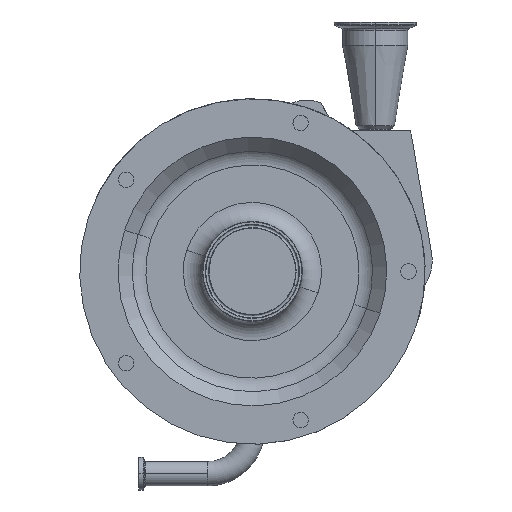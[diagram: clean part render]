
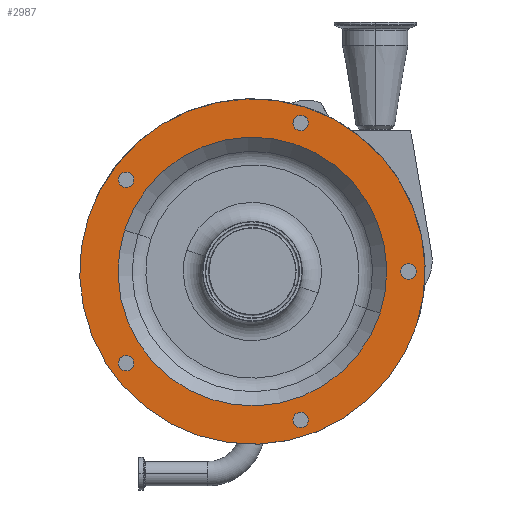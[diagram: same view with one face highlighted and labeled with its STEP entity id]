
A CAD part, top view. The second image highlights one B-rep face of the part: STEP entity #2987.
In plain terms, the highlighted planar face has unit normal (0, 0, 1).
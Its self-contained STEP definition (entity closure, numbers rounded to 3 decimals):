
#230 = CARTESIAN_POINT ( 'NONE',  ( 37.7, 116.029, 241. ) ) ;
#329 = ORIENTED_EDGE ( 'NONE', *, *, #16998, .F. ) ;
#465 = CIRCLE ( 'NONE', #5544, 135. ) ;
#502 = FACE_BOUND ( 'NONE', #16547, .T. ) ;
#644 = ORIENTED_EDGE ( 'NONE', *, *, #3587, .F. ) ;
#656 = DIRECTION ( 'NONE',  ( 0.951, -0.309, 0. ) ) ;
#674 = CARTESIAN_POINT ( 'NONE',  ( -98.7, 71.71, 241. ) ) ;
#817 = VERTEX_POINT ( 'NONE', #18512 ) ;
#917 = AXIS2_PLACEMENT_3D ( 'NONE', #11535, #14043, #16969 ) ;
#1589 = DIRECTION ( 'NONE',  ( -0.951, -0.309, 0. ) ) ;
#1797 = DIRECTION ( 'NONE',  ( 0., 0., -1. ) ) ;
#1854 = CARTESIAN_POINT ( 'NONE',  ( 37.7, -116.029, 241. ) ) ;
#1931 = AXIS2_PLACEMENT_3D ( 'NONE', #230, #4059, #15497 ) ;
#1934 = ORIENTED_EDGE ( 'NONE', *, *, #7175, .F. ) ;
#1965 = CARTESIAN_POINT ( 'NONE',  ( 0., 0., 241. ) ) ;
#1982 = AXIS2_PLACEMENT_3D ( 'NONE', #6599, #12291, #10888 ) ;
#1991 = EDGE_LOOP ( 'NONE', ( #6624, #3122 ) ) ;
#2129 = EDGE_CURVE ( 'NONE', #13012, #15284, #17800, .T. ) ;
#2214 = CARTESIAN_POINT ( 'NONE',  ( -102.227, 66.856, 241. ) ) ;
#2232 = EDGE_CURVE ( 'NONE', #13178, #9657, #4049, .T. ) ;
#2306 = AXIS2_PLACEMENT_3D ( 'NONE', #18267, #2787, #8250 ) ;
#2377 = EDGE_LOOP ( 'NONE', ( #13446, #15434 ) ) ;
#2416 = ORIENTED_EDGE ( 'NONE', *, *, #7112, .F. ) ;
#2787 = DIRECTION ( 'NONE',  ( 0., 0., 1. ) ) ;
#2987 = ADVANCED_FACE ( 'NONE', ( #11645, #13310, #17719, #9116, #17437, #502, #8936 ), #9021, .F. ) ;
#3006 = CARTESIAN_POINT ( 'NONE',  ( -99.861, 32.447, 241. ) ) ;
#3122 = ORIENTED_EDGE ( 'NONE', *, *, #15741, .F. ) ;
#3132 = AXIS2_PLACEMENT_3D ( 'NONE', #14629, #1797, #6120 ) ;
#3182 = CARTESIAN_POINT ( 'NONE',  ( 37.7, -116.029, 241. ) ) ;
#3492 = DIRECTION ( 'NONE',  ( 0., 0., 1. ) ) ;
#3587 = EDGE_CURVE ( 'NONE', #6355, #9302, #9455, .T. ) ;
#3622 = DIRECTION ( 'NONE',  ( 0., 0., 1. ) ) ;
#3723 = EDGE_LOOP ( 'NONE', ( #13730, #7542 ) ) ;
#4049 = CIRCLE ( 'NONE', #6466, 6. ) ;
#4059 = DIRECTION ( 'NONE',  ( 0., 0., 1. ) ) ;
#4209 = DIRECTION ( 'NONE',  ( 0.951, -0.309, 0. ) ) ;
#4399 = EDGE_CURVE ( 'NONE', #817, #8404, #16336, .T. ) ;
#5292 = EDGE_CURVE ( 'NONE', #12571, #14481, #9788, .T. ) ;
#5371 = CARTESIAN_POINT ( 'NONE',  ( -102.227, -66.856, 241. ) ) ;
#5544 = AXIS2_PLACEMENT_3D ( 'NONE', #8351, #18359, #4209 ) ;
#5827 = AXIS2_PLACEMENT_3D ( 'NONE', #8390, #13799, #18414 ) ;
#5857 = AXIS2_PLACEMENT_3D ( 'NONE', #674, #17433, #17538 ) ;
#6120 = DIRECTION ( 'NONE',  ( 0., -1., 0. ) ) ;
#6198 = VERTEX_POINT ( 'NONE', #7483 ) ;
#6355 = VERTEX_POINT ( 'NONE', #8403 ) ;
#6466 = AXIS2_PLACEMENT_3D ( 'NONE', #1854, #14405, #1589 ) ;
#6599 = CARTESIAN_POINT ( 'NONE',  ( -98.7, -71.71, 241. ) ) ;
#6624 = ORIENTED_EDGE ( 'NONE', *, *, #2129, .F. ) ;
#6653 = DIRECTION ( 'NONE',  ( 0.588, 0.809, 0. ) ) ;
#6786 = CIRCLE ( 'NONE', #1982, 6. ) ;
#7112 = EDGE_CURVE ( 'NONE', #14481, #12571, #15054, .T. ) ;
#7134 = DIRECTION ( 'NONE',  ( -0.588, 0.809, 0. ) ) ;
#7175 = EDGE_CURVE ( 'NONE', #9657, #13178, #9067, .T. ) ;
#7361 = AXIS2_PLACEMENT_3D ( 'NONE', #10614, #3492, #13314 ) ;
#7483 = CARTESIAN_POINT ( 'NONE',  ( 31.994, 117.883, 241. ) ) ;
#7542 = ORIENTED_EDGE ( 'NONE', *, *, #10973, .F. ) ;
#8165 = AXIS2_PLACEMENT_3D ( 'NONE', #3182, #11896, #17608 ) ;
#8250 = DIRECTION ( 'NONE',  ( 0.951, -0.309, 0. ) ) ;
#8351 = CARTESIAN_POINT ( 'NONE',  ( 0., 0., 241. ) ) ;
#8390 = CARTESIAN_POINT ( 'NONE',  ( 122., 0., 241. ) ) ;
#8403 = CARTESIAN_POINT ( 'NONE',  ( -95.173, 76.564, 241. ) ) ;
#8404 = VERTEX_POINT ( 'NONE', #13771 ) ;
#8564 = EDGE_LOOP ( 'NONE', ( #13400, #2416 ) ) ;
#8936 = FACE_BOUND ( 'NONE', #8564, .T. ) ;
#9021 = PLANE ( 'NONE',  #3132 ) ;
#9067 = CIRCLE ( 'NONE', #8165, 6. ) ;
#9116 = FACE_BOUND ( 'NONE', #1991, .T. ) ;
#9302 = VERTEX_POINT ( 'NONE', #2214 ) ;
#9455 = CIRCLE ( 'NONE', #11527, 6. ) ;
#9657 = VERTEX_POINT ( 'NONE', #14388 ) ;
#9788 = CIRCLE ( 'NONE', #2306, 105. ) ;
#10029 = CIRCLE ( 'NONE', #1931, 6. ) ;
#10185 = CARTESIAN_POINT ( 'NONE',  ( 122., -6., 241. ) ) ;
#10614 = CARTESIAN_POINT ( 'NONE',  ( 0., 0., 241. ) ) ;
#10656 = CARTESIAN_POINT ( 'NONE',  ( 43.406, 114.175, 241. ) ) ;
#10863 = AXIS2_PLACEMENT_3D ( 'NONE', #1965, #17698, #656 ) ;
#10888 = DIRECTION ( 'NONE',  ( -0.588, 0.809, 0. ) ) ;
#10973 = EDGE_CURVE ( 'NONE', #12053, #17696, #15568, .T. ) ;
#11527 = AXIS2_PLACEMENT_3D ( 'NONE', #13384, #15269, #6653 ) ;
#11535 = CARTESIAN_POINT ( 'NONE',  ( 122., 0., 241. ) ) ;
#11645 = FACE_OUTER_BOUND ( 'NONE', #2377, .T. ) ;
#11690 = CARTESIAN_POINT ( 'NONE',  ( 99.861, -32.447, 241. ) ) ;
#11768 = CARTESIAN_POINT ( 'NONE',  ( -95.173, -76.564, 241. ) ) ;
#11896 = DIRECTION ( 'NONE',  ( 0., 0., 1. ) ) ;
#12053 = VERTEX_POINT ( 'NONE', #18479 ) ;
#12291 = DIRECTION ( 'NONE',  ( 0., 0., 1. ) ) ;
#12523 = EDGE_LOOP ( 'NONE', ( #1934, #15800 ) ) ;
#12571 = VERTEX_POINT ( 'NONE', #11690 ) ;
#12917 = ORIENTED_EDGE ( 'NONE', *, *, #17447, .F. ) ;
#13012 = VERTEX_POINT ( 'NONE', #5371 ) ;
#13178 = VERTEX_POINT ( 'NONE', #15660 ) ;
#13310 = FACE_BOUND ( 'NONE', #3723, .T. ) ;
#13314 = DIRECTION ( 'NONE',  ( 0.951, -0.309, 0. ) ) ;
#13384 = CARTESIAN_POINT ( 'NONE',  ( -98.7, 71.71, 241. ) ) ;
#13400 = ORIENTED_EDGE ( 'NONE', *, *, #5292, .F. ) ;
#13446 = ORIENTED_EDGE ( 'NONE', *, *, #4399, .T. ) ;
#13730 = ORIENTED_EDGE ( 'NONE', *, *, #13895, .F. ) ;
#13771 = CARTESIAN_POINT ( 'NONE',  ( -128.393, 41.717, 241. ) ) ;
#13799 = DIRECTION ( 'NONE',  ( 0., 0., 1. ) ) ;
#13895 = EDGE_CURVE ( 'NONE', #17696, #12053, #15992, .T. ) ;
#13951 = DIRECTION ( 'NONE',  ( 0., 0., 1. ) ) ;
#14043 = DIRECTION ( 'NONE',  ( 0., 0., 1. ) ) ;
#14388 = CARTESIAN_POINT ( 'NONE',  ( 31.994, -117.883, 241. ) ) ;
#14405 = DIRECTION ( 'NONE',  ( 0., 0., 1. ) ) ;
#14481 = VERTEX_POINT ( 'NONE', #3006 ) ;
#14629 = CARTESIAN_POINT ( 'NONE',  ( 12.052, 37.091, 241. ) ) ;
#14795 = AXIS2_PLACEMENT_3D ( 'NONE', #15648, #13951, #7134 ) ;
#15007 = EDGE_CURVE ( 'NONE', #8404, #817, #465, .T. ) ;
#15054 = CIRCLE ( 'NONE', #10863, 105. ) ;
#15269 = DIRECTION ( 'NONE',  ( 0., 0., 1. ) ) ;
#15284 = VERTEX_POINT ( 'NONE', #11768 ) ;
#15429 = CIRCLE ( 'NONE', #5857, 6. ) ;
#15434 = ORIENTED_EDGE ( 'NONE', *, *, #15007, .T. ) ;
#15497 = DIRECTION ( 'NONE',  ( 0.951, -0.309, 0. ) ) ;
#15568 = CIRCLE ( 'NONE', #917, 6. ) ;
#15648 = CARTESIAN_POINT ( 'NONE',  ( -98.7, -71.71, 241. ) ) ;
#15660 = CARTESIAN_POINT ( 'NONE',  ( 43.406, -114.175, 241. ) ) ;
#15723 = AXIS2_PLACEMENT_3D ( 'NONE', #16462, #3622, #17584 ) ;
#15741 = EDGE_CURVE ( 'NONE', #15284, #13012, #6786, .T. ) ;
#15800 = ORIENTED_EDGE ( 'NONE', *, *, #2232, .F. ) ;
#15939 = VERTEX_POINT ( 'NONE', #10656 ) ;
#15966 = ORIENTED_EDGE ( 'NONE', *, *, #16809, .F. ) ;
#15992 = CIRCLE ( 'NONE', #5827, 6. ) ;
#16336 = CIRCLE ( 'NONE', #7361, 135. ) ;
#16462 = CARTESIAN_POINT ( 'NONE',  ( 37.7, 116.029, 241. ) ) ;
#16547 = EDGE_LOOP ( 'NONE', ( #12917, #15966 ) ) ;
#16809 = EDGE_CURVE ( 'NONE', #6198, #15939, #10029, .T. ) ;
#16969 = DIRECTION ( 'NONE',  ( 0., -1., 0. ) ) ;
#16998 = EDGE_CURVE ( 'NONE', #9302, #6355, #15429, .T. ) ;
#17433 = DIRECTION ( 'NONE',  ( 0., 0., 1. ) ) ;
#17437 = FACE_BOUND ( 'NONE', #18484, .T. ) ;
#17447 = EDGE_CURVE ( 'NONE', #15939, #6198, #18423, .T. ) ;
#17538 = DIRECTION ( 'NONE',  ( 0.588, 0.809, 0. ) ) ;
#17584 = DIRECTION ( 'NONE',  ( 0.951, -0.309, 0. ) ) ;
#17608 = DIRECTION ( 'NONE',  ( -0.951, -0.309, 0. ) ) ;
#17696 = VERTEX_POINT ( 'NONE', #10185 ) ;
#17698 = DIRECTION ( 'NONE',  ( 0., 0., 1. ) ) ;
#17719 = FACE_BOUND ( 'NONE', #12523, .T. ) ;
#17800 = CIRCLE ( 'NONE', #14795, 6. ) ;
#18267 = CARTESIAN_POINT ( 'NONE',  ( 0., 0., 241. ) ) ;
#18359 = DIRECTION ( 'NONE',  ( 0., 0., 1. ) ) ;
#18414 = DIRECTION ( 'NONE',  ( 0., -1., 0. ) ) ;
#18423 = CIRCLE ( 'NONE', #15723, 6. ) ;
#18479 = CARTESIAN_POINT ( 'NONE',  ( 122., 6., 241. ) ) ;
#18484 = EDGE_LOOP ( 'NONE', ( #644, #329 ) ) ;
#18512 = CARTESIAN_POINT ( 'NONE',  ( 128.393, -41.717, 241. ) ) ;
